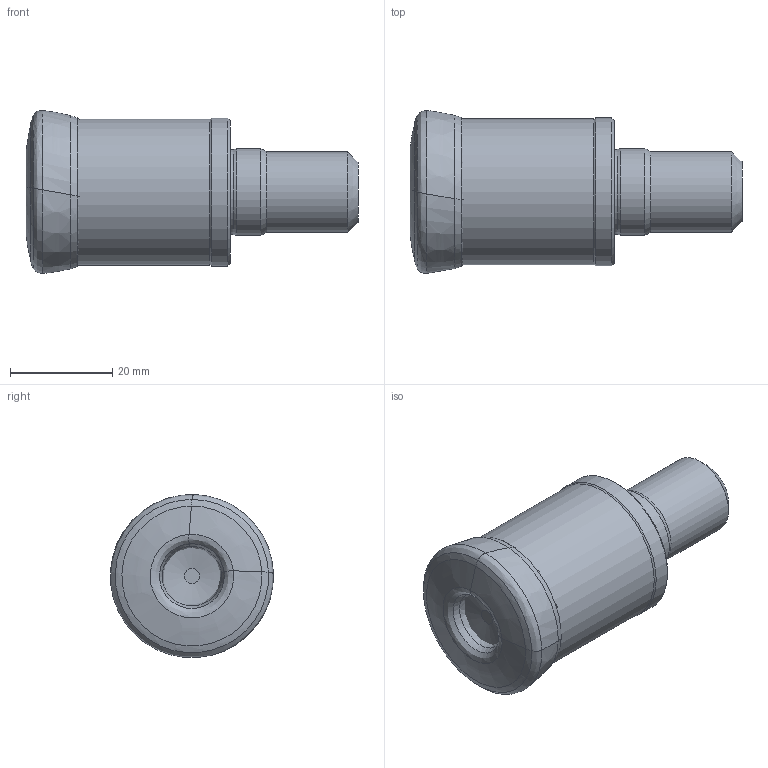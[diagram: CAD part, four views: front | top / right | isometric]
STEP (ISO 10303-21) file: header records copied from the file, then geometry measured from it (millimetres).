
FILE_DESCRIPTION(/* description */ (''),/* implementation_level */ '2;1');
FILE_NAME(/* name */ 'AHFM-SO1004-D32-M16-L40-Z03-H.stp',/* time_stamp */ '2023-10-18T12:53:40+03:00',/* author */ (''),/* organization */ (''),/* preprocessor_version */ 'ST-DEVELOPER v19.4',/* originating_system */ 'SIEMENS PLM Software NX2306.5001',/* authorisation */ '');
FILE_SCHEMA (('AUTOMOTIVE_DESIGN { 1 0 10303 214 3 1 1 1 }'));
Length unit declared in the file: millimetre
Products named in the file (1): AHFM-SO1004-D32-M16-L40-Z03-H-LIGHT_x_t_objects
Bounding box: 65.02 x 31.94 x 31.94 mm (x, y, z)
Volume: 36268.3 mm3; surface area: 8391.2 mm2
Topology: 2 solids, 2 shells, 45 faces, 86 edges, 44 vertices
Faces by surface type: bspline 24, cone 8, cylinder 4, torus 3, plane 3, revolution 3
Full cylindrical faces by diameter (mm): 15.75 x1, 17 x1, 28.6 x1, 29 x1
Entity records: 3338 total; most frequent: CARTESIAN_POINT 2584, ORIENTED_EDGE 136, DIRECTION 129, EDGE_CURVE 68, EDGE_LOOP 64, AXIS2_PLACEMENT_3D 63, ADVANCED_FACE 45, VERTEX_POINT 44
